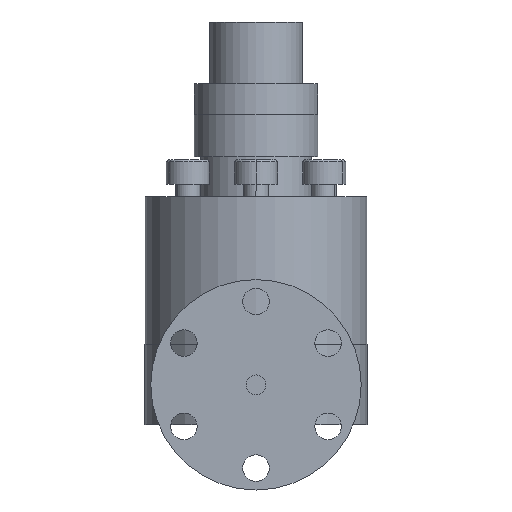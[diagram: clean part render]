
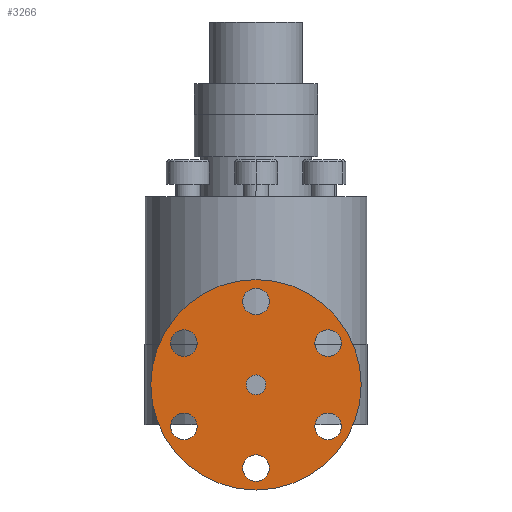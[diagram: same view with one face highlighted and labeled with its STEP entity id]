
A CAD part, front view. The second image highlights one B-rep face of the part: STEP entity #3266.
In plain terms, the highlighted planar face has unit normal (0, -1, 0).
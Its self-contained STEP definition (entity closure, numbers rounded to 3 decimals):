
#440=CARTESIAN_POINT('',(0.,-1270.,165.1));
#441=DIRECTION('',(0.,1.,0.));
#442=DIRECTION('',(-1.,0.,0.));
#443=AXIS2_PLACEMENT_3D('',#440,#441,#442);
#445=CARTESIAN_POINT('',(0.,-1270.,165.1));
#446=DIRECTION('',(0.,1.,0.));
#447=DIRECTION('',(1.,0.,0.));
#448=AXIS2_PLACEMENT_3D('',#445,#446,#447);
#450=CARTESIAN_POINT('',(0.,-1270.,-177.8));
#451=DIRECTION('',(0.,-1.,0.));
#452=DIRECTION('',(1.,0.,0.));
#453=AXIS2_PLACEMENT_3D('',#450,#451,#452);
#455=CARTESIAN_POINT('',(0.,-1270.,-177.8));
#456=DIRECTION('',(0.,-1.,0.));
#457=DIRECTION('',(-1.,0.,0.));
#458=AXIS2_PLACEMENT_3D('',#455,#456,#457);
#460=CARTESIAN_POINT('',(0.,-1270.,508.));
#461=DIRECTION('',(0.,-1.,0.));
#462=DIRECTION('',(-1.,0.,0.));
#463=AXIS2_PLACEMENT_3D('',#460,#461,#462);
#465=CARTESIAN_POINT('',(0.,-1270.,508.));
#466=DIRECTION('',(0.,-1.,0.));
#467=DIRECTION('',(1.,0.,0.));
#468=AXIS2_PLACEMENT_3D('',#465,#466,#467);
#470=CARTESIAN_POINT('',(-296.96,-1270.,336.55));
#471=DIRECTION('',(0.,-1.,0.));
#472=DIRECTION('',(-0.5,0.,-0.866));
#473=AXIS2_PLACEMENT_3D('',#470,#471,#472);
#475=CARTESIAN_POINT('',(-296.96,-1270.,336.55));
#476=DIRECTION('',(0.,-1.,0.));
#477=DIRECTION('',(0.5,0.,0.866));
#478=AXIS2_PLACEMENT_3D('',#475,#476,#477);
#480=CARTESIAN_POINT('',(-296.96,-1270.,-6.35));
#481=DIRECTION('',(0.,-1.,0.));
#482=DIRECTION('',(0.5,0.,-0.866));
#483=AXIS2_PLACEMENT_3D('',#480,#481,#482);
#485=CARTESIAN_POINT('',(-296.96,-1270.,-6.35));
#486=DIRECTION('',(0.,-1.,0.));
#487=DIRECTION('',(-0.5,0.,0.866));
#488=AXIS2_PLACEMENT_3D('',#485,#486,#487);
#490=CARTESIAN_POINT('',(296.96,-1270.,336.55));
#491=DIRECTION('',(0.,-1.,0.));
#492=DIRECTION('',(-0.5,0.,0.866));
#493=AXIS2_PLACEMENT_3D('',#490,#491,#492);
#495=CARTESIAN_POINT('',(296.96,-1270.,336.55));
#496=DIRECTION('',(0.,-1.,0.));
#497=DIRECTION('',(0.5,0.,-0.866));
#498=AXIS2_PLACEMENT_3D('',#495,#496,#497);
#500=CARTESIAN_POINT('',(296.96,-1270.,-6.35));
#501=DIRECTION('',(0.,-1.,0.));
#502=DIRECTION('',(0.5,0.,0.866));
#503=AXIS2_PLACEMENT_3D('',#500,#501,#502);
#505=CARTESIAN_POINT('',(296.96,-1270.,-6.35));
#506=DIRECTION('',(0.,-1.,0.));
#507=DIRECTION('',(-0.5,0.,-0.866));
#508=AXIS2_PLACEMENT_3D('',#505,#506,#507);
#510=CARTESIAN_POINT('',(0.,-1270.,165.1));
#511=DIRECTION('',(0.,-1.,0.));
#512=DIRECTION('',(-1.,0.,0.));
#513=AXIS2_PLACEMENT_3D('',#510,#511,#512);
#515=CARTESIAN_POINT('',(0.,-1270.,165.1));
#516=DIRECTION('',(0.,-1.,0.));
#517=DIRECTION('',(1.,0.,0.));
#518=AXIS2_PLACEMENT_3D('',#515,#516,#517);
#2623=CARTESIAN_POINT('',(54.61,-1270.,-177.8));
#2624=VERTEX_POINT('',#2623);
#2625=CARTESIAN_POINT('',(-54.61,-1270.,-177.8));
#2626=VERTEX_POINT('',#2625);
#2627=CARTESIAN_POINT('',(-40.64,-1270.,165.1));
#2628=CARTESIAN_POINT('',(40.64,-1270.,165.1));
#2629=VERTEX_POINT('',#2627);
#2630=VERTEX_POINT('',#2628);
#2631=CARTESIAN_POINT('',(-54.61,-1270.,508.));
#2632=CARTESIAN_POINT('',(54.61,-1270.,508.));
#2633=VERTEX_POINT('',#2631);
#2634=VERTEX_POINT('',#2632);
#2635=CARTESIAN_POINT('',(-324.265,-1270.,289.256));
#2636=CARTESIAN_POINT('',(-269.655,-1270.,383.844));
#2637=VERTEX_POINT('',#2635);
#2638=VERTEX_POINT('',#2636);
#2639=CARTESIAN_POINT('',(-269.655,-1270.,-53.644));
#2640=CARTESIAN_POINT('',(-324.265,-1270.,40.944));
#2641=VERTEX_POINT('',#2639);
#2642=VERTEX_POINT('',#2640);
#2643=CARTESIAN_POINT('',(269.655,-1270.,383.844));
#2644=CARTESIAN_POINT('',(324.265,-1270.,289.256));
#2645=VERTEX_POINT('',#2643);
#2646=VERTEX_POINT('',#2644);
#2647=CARTESIAN_POINT('',(324.265,-1270.,40.944));
#2648=CARTESIAN_POINT('',(269.655,-1270.,-53.644));
#2649=VERTEX_POINT('',#2647);
#2650=VERTEX_POINT('',#2648);
#2651=CARTESIAN_POINT('',(-433.07,-1270.,165.1));
#2652=CARTESIAN_POINT('',(433.07,-1270.,165.1));
#2653=VERTEX_POINT('',#2651);
#2654=VERTEX_POINT('',#2652);
#3215=CARTESIAN_POINT('',(0.,-1270.,165.1));
#3216=DIRECTION('',(0.,1.,0.));
#3217=DIRECTION('',(0.,0.,-1.));
#3218=AXIS2_PLACEMENT_3D('',#3215,#3216,#3217);
#3219=PLANE('',#3218);
#3220=ORIENTED_EDGE('',*,*,#3209,.T.);
#3221=ORIENTED_EDGE('',*,*,#3195,.T.);
#3222=EDGE_LOOP('',(#3220,#3221));
#3223=FACE_OUTER_BOUND('',#3222,.F.);
#3225=ORIENTED_EDGE('',*,*,#3224,.T.);
#3227=ORIENTED_EDGE('',*,*,#3226,.T.);
#3228=EDGE_LOOP('',(#3225,#3227));
#3229=FACE_BOUND('',#3228,.F.);
#3231=ORIENTED_EDGE('',*,*,#3230,.T.);
#3233=ORIENTED_EDGE('',*,*,#3232,.T.);
#3234=EDGE_LOOP('',(#3231,#3233));
#3235=FACE_BOUND('',#3234,.F.);
#3237=ORIENTED_EDGE('',*,*,#3236,.T.);
#3239=ORIENTED_EDGE('',*,*,#3238,.T.);
#3240=EDGE_LOOP('',(#3237,#3239));
#3241=FACE_BOUND('',#3240,.F.);
#3243=ORIENTED_EDGE('',*,*,#3242,.T.);
#3245=ORIENTED_EDGE('',*,*,#3244,.T.);
#3246=EDGE_LOOP('',(#3243,#3245));
#3247=FACE_BOUND('',#3246,.F.);
#3249=ORIENTED_EDGE('',*,*,#3248,.T.);
#3251=ORIENTED_EDGE('',*,*,#3250,.T.);
#3252=EDGE_LOOP('',(#3249,#3251));
#3253=FACE_BOUND('',#3252,.F.);
#3255=ORIENTED_EDGE('',*,*,#3254,.T.);
#3257=ORIENTED_EDGE('',*,*,#3256,.T.);
#3258=EDGE_LOOP('',(#3255,#3257));
#3259=FACE_BOUND('',#3258,.F.);
#3261=ORIENTED_EDGE('',*,*,#3260,.T.);
#3263=ORIENTED_EDGE('',*,*,#3262,.T.);
#3264=EDGE_LOOP('',(#3261,#3263));
#3265=FACE_BOUND('',#3264,.F.);
#3266=ADVANCED_FACE('',(#3223,#3229,#3235,#3241,#3247,#3253,#3259,#3265),#3219,
.F.);
#444=CIRCLE('',#443,433.07);
#449=CIRCLE('',#448,433.07);
#454=CIRCLE('',#453,54.61);
#459=CIRCLE('',#458,54.61);
#464=CIRCLE('',#463,54.61);
#469=CIRCLE('',#468,54.61);
#474=CIRCLE('',#473,54.61);
#479=CIRCLE('',#478,54.61);
#484=CIRCLE('',#483,54.61);
#489=CIRCLE('',#488,54.61);
#494=CIRCLE('',#493,54.61);
#499=CIRCLE('',#498,54.61);
#504=CIRCLE('',#503,54.61);
#509=CIRCLE('',#508,54.61);
#514=CIRCLE('',#513,40.64);
#519=CIRCLE('',#518,40.64);
#3195=EDGE_CURVE('',#2654,#2653,#449,.T.);
#3209=EDGE_CURVE('',#2653,#2654,#444,.T.);
#3224=EDGE_CURVE('',#2624,#2626,#454,.T.);
#3226=EDGE_CURVE('',#2626,#2624,#459,.T.);
#3230=EDGE_CURVE('',#2633,#2634,#464,.T.);
#3232=EDGE_CURVE('',#2634,#2633,#469,.T.);
#3236=EDGE_CURVE('',#2637,#2638,#474,.T.);
#3238=EDGE_CURVE('',#2638,#2637,#479,.T.);
#3242=EDGE_CURVE('',#2641,#2642,#484,.T.);
#3244=EDGE_CURVE('',#2642,#2641,#489,.T.);
#3248=EDGE_CURVE('',#2645,#2646,#494,.T.);
#3250=EDGE_CURVE('',#2646,#2645,#499,.T.);
#3254=EDGE_CURVE('',#2649,#2650,#504,.T.);
#3256=EDGE_CURVE('',#2650,#2649,#509,.T.);
#3260=EDGE_CURVE('',#2629,#2630,#514,.T.);
#3262=EDGE_CURVE('',#2630,#2629,#519,.T.);
